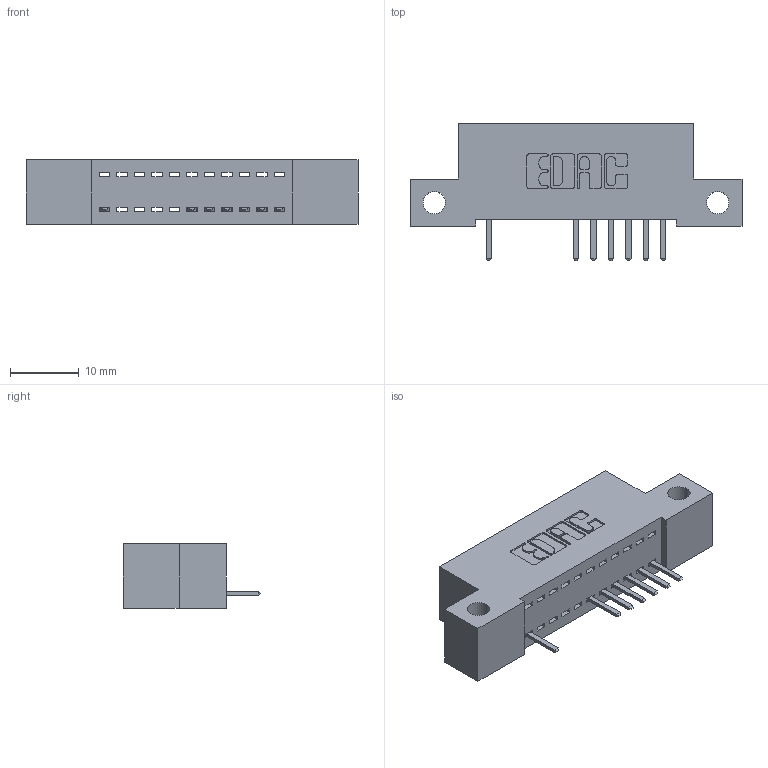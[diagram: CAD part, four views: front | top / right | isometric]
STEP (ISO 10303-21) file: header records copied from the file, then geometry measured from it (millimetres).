
FILE_DESCRIPTION (( 'STEP AP203' ), '1' );
FILE_NAME ('392-011-520-112.STEP', '2018-08-14T21:09:43', ( '' ), ( '' ), 'SwSTEP 2.0', 'SolidWorks 2016', '' );
FILE_SCHEMA (( 'CONFIG_CONTROL_DESIGN' ));
Length unit declared in the file: inch
Products named in the file (3): 342 Part_Side Mount; 345-292-001_345-293-120; 392-011-520-112
Assembly tree (8 placements, depth 2):
  392-011-520-112
    342 Part_Side Mount
    345-292-001_345-293-120  x7
Bounding box: 48.26 x 20.02 x 9.4 mm (x, y, z)
Volume: 3977.4 mm3; surface area: 4797.3 mm2
Topology: 8 solids, 8 shells, 592 faces, 1755 edges, 1150 vertices
Faces by surface type: plane 422, cylinder 170
Entity records: 10591 total; most frequent: CARTESIAN_POINT 1867, ORIENTED_EDGE 1806, DIRECTION 1621, EDGE_CURVE 903, LINE 771, VECTOR 771, VERTEX_POINT 598, AXIS2_PLACEMENT_3D 425
